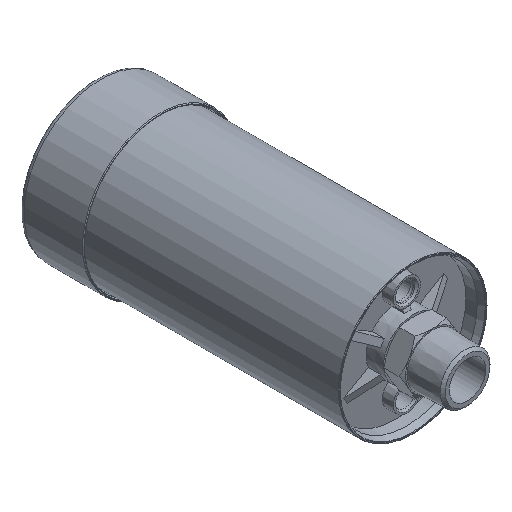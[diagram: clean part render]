
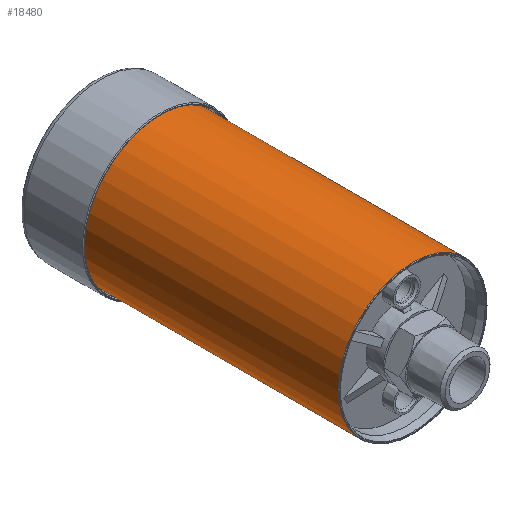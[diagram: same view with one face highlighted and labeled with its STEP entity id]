
A CAD part, isometric view. The second image highlights one B-rep face of the part: STEP entity #18480.
In plain terms, the highlighted cylindrical face has radius 30 mm (diameter 60 mm), a full revolution.
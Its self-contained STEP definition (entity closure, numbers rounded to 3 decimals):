
#906 = ORIENTED_EDGE ( 'NONE', *, *, #4073, .T. ) ;
#1016 = CARTESIAN_POINT ( 'NONE',  ( 0., 15., 0. ) ) ;
#1664 = DIRECTION ( 'NONE',  ( 0., 0., -1. ) ) ;
#1725 = CARTESIAN_POINT ( 'NONE',  ( 0., 118.7, -30. ) ) ;
#3222 = VERTEX_POINT ( 'NONE', #16901 ) ;
#4073 = EDGE_CURVE ( 'NONE', #3222, #3222, #15685, .T. ) ;
#5553 = DIRECTION ( 'NONE',  ( 0., -1., 0. ) ) ;
#5612 = ORIENTED_EDGE ( 'NONE', *, *, #10634, .T. ) ;
#5779 = AXIS2_PLACEMENT_3D ( 'NONE', #21508, #11770, #19462 ) ;
#10011 = FACE_OUTER_BOUND ( 'NONE', #17802, .T. ) ;
#10634 = EDGE_CURVE ( 'NONE', #18394, #18394, #14964, .T. ) ;
#11770 = DIRECTION ( 'NONE',  ( 0., 1., 0. ) ) ;
#12263 = FACE_OUTER_BOUND ( 'NONE', #15744, .T. ) ;
#12388 = DIRECTION ( 'NONE',  ( 0., 0., -1. ) ) ;
#13250 = CARTESIAN_POINT ( 'NONE',  ( 0., 118.7, 0. ) ) ;
#14964 = CIRCLE ( 'NONE', #16943, 30. ) ;
#15685 = CIRCLE ( 'NONE', #5779, 30. ) ;
#15744 = EDGE_LOOP ( 'NONE', ( #906 ) ) ;
#16901 = CARTESIAN_POINT ( 'NONE',  ( 0., 8.2, -30. ) ) ;
#16943 = AXIS2_PLACEMENT_3D ( 'NONE', #13250, #5553, #1664 ) ;
#17698 = DIRECTION ( 'NONE',  ( 0., -1., 0. ) ) ;
#17802 = EDGE_LOOP ( 'NONE', ( #5612 ) ) ;
#18060 = CYLINDRICAL_SURFACE ( 'NONE', #20504, 30. ) ;
#18394 = VERTEX_POINT ( 'NONE', #1725 ) ;
#18480 = ADVANCED_FACE ( 'NONE', ( #10011, #12263 ), #18060, .T. ) ;
#19462 = DIRECTION ( 'NONE',  ( 0., 0., -1. ) ) ;
#20504 = AXIS2_PLACEMENT_3D ( 'NONE', #1016, #17698, #12388 ) ;
#21508 = CARTESIAN_POINT ( 'NONE',  ( 0., 8.2, 0. ) ) ;
